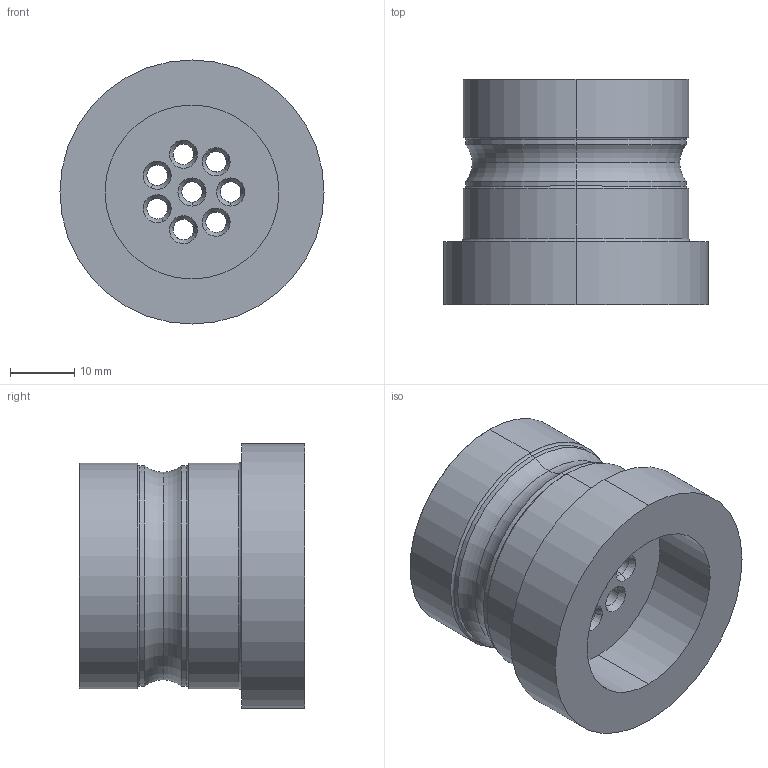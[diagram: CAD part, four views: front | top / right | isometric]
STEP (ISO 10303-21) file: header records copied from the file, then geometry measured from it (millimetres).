
FILE_DESCRIPTION (( 'STEP AP214' ), '1' );
FILE_NAME ('KTU.00.012.1.STEP', '2019-07-30T09:22:05', ( '' ), ( '' ), 'SwSTEP 2.0', 'SolidWorks 2019', '' );
FILE_SCHEMA (( 'AUTOMOTIVE_DESIGN' ));
Length unit declared in the file: millimetre
Products named in the file (1): KTU.00.012.1
Bounding box: 41 x 35 x 41 mm (x, y, z)
Volume: 28563.2 mm3; surface area: 9397 mm2
Topology: 1 solids, 1 shells, 92 faces, 198 edges, 110 vertices
Faces by surface type: cone 50, cylinder 28, torus 10, plane 4
Entity records: 2540 total; most frequent: DIRECTION 504, CARTESIAN_POINT 401, ORIENTED_EDGE 396, AXIS2_PLACEMENT_3D 213, EDGE_CURVE 198, CIRCLE 120, EDGE_LOOP 110, VERTEX_POINT 110
